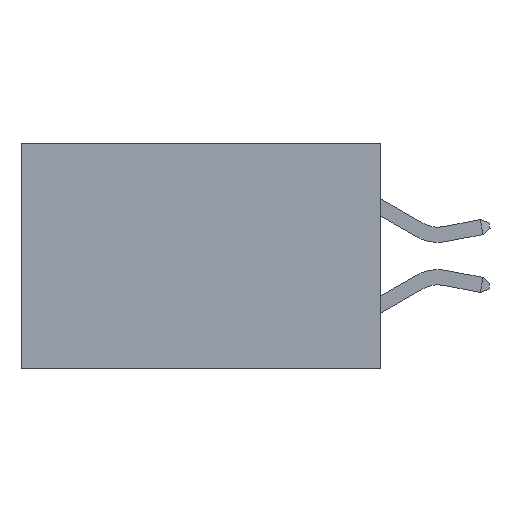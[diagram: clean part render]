
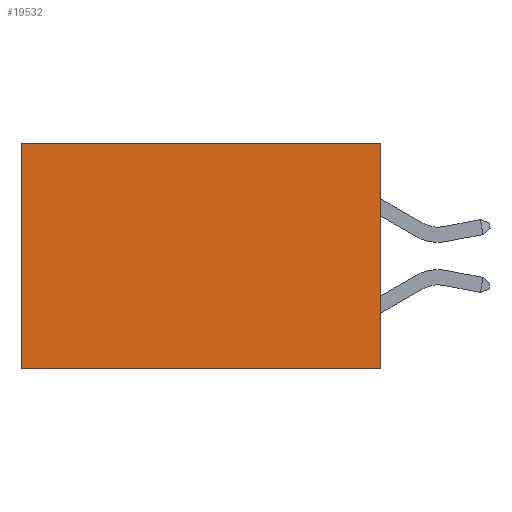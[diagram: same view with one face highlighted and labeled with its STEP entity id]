
A CAD part, left-side view. The second image highlights one B-rep face of the part: STEP entity #19532.
In plain terms, the highlighted planar face has unit normal (-1, 0, 0).
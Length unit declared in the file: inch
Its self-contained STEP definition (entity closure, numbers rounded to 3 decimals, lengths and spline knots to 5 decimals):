
#393 = LINE ( 'NONE', #21880, #20734 ) ;
#697 = DIRECTION ( 'NONE',  ( 0., 1., 0. ) ) ;
#2120 = CARTESIAN_POINT ( 'NONE',  ( 0.277, 0.59, -0.37 ) ) ;
#2720 = VERTEX_POINT ( 'NONE', #18418 ) ;
#4705 = AXIS2_PLACEMENT_3D ( 'NONE', #13261, #19157, #7497 ) ;
#5600 = CARTESIAN_POINT ( 'NONE',  ( 0.277, 0., 0. ) ) ;
#7399 = VERTEX_POINT ( 'NONE', #8044 ) ;
#7497 = DIRECTION ( 'NONE',  ( 0., 0., -1. ) ) ;
#7525 = VERTEX_POINT ( 'NONE', #2120 ) ;
#7570 = DIRECTION ( 'NONE',  ( 0., 1., 0. ) ) ;
#7877 = LINE ( 'NONE', #21267, #17592 ) ;
#8044 = CARTESIAN_POINT ( 'NONE',  ( 0.277, 0., -0.37 ) ) ;
#9981 = VECTOR ( 'NONE', #697, 39.37008 ) ;
#9983 = ORIENTED_EDGE ( 'NONE', *, *, #11916, .F. ) ;
#10060 = LINE ( 'NONE', #5600, #15220 ) ;
#10637 = CARTESIAN_POINT ( 'NONE',  ( 0.277, 0., 0. ) ) ;
#10791 = VERTEX_POINT ( 'NONE', #10637 ) ;
#11416 = ORIENTED_EDGE ( 'NONE', *, *, #13381, .T. ) ;
#11916 = EDGE_CURVE ( 'NONE', #10791, #7399, #393, .T. ) ;
#12552 = CARTESIAN_POINT ( 'NONE',  ( 0.277, 0., -0.37 ) ) ;
#13261 = CARTESIAN_POINT ( 'NONE',  ( 0.277, 0., -0.37 ) ) ;
#13381 = EDGE_CURVE ( 'NONE', #2720, #7525, #7877, .T. ) ;
#14252 = ORIENTED_EDGE ( 'NONE', *, *, #25075, .T. ) ;
#15155 = PLANE ( 'NONE',  #4705 ) ;
#15220 = VECTOR ( 'NONE', #7570, 39.37008 ) ;
#16092 = DIRECTION ( 'NONE',  ( 0., 0., -1. ) ) ;
#16311 = FACE_OUTER_BOUND ( 'NONE', #24209, .T. ) ;
#17554 = EDGE_CURVE ( 'NONE', #7399, #7525, #19722, .T. ) ;
#17592 = VECTOR ( 'NONE', #25091, 39.37008 ) ;
#18418 = CARTESIAN_POINT ( 'NONE',  ( 0.277, 0.59, 0. ) ) ;
#19157 = DIRECTION ( 'NONE',  ( 1., 0., 0. ) ) ;
#19532 = ADVANCED_FACE ( 'NONE', ( #16311 ), #15155, .F. ) ;
#19722 = LINE ( 'NONE', #12552, #9981 ) ;
#20734 = VECTOR ( 'NONE', #16092, 39.37008 ) ;
#21267 = CARTESIAN_POINT ( 'NONE',  ( 0.277, 0.59, -0.37 ) ) ;
#21880 = CARTESIAN_POINT ( 'NONE',  ( 0.277, 0., -0.37 ) ) ;
#23562 = ORIENTED_EDGE ( 'NONE', *, *, #17554, .F. ) ;
#24209 = EDGE_LOOP ( 'NONE', ( #11416, #23562, #9983, #14252 ) ) ;
#25075 = EDGE_CURVE ( 'NONE', #10791, #2720, #10060, .T. ) ;
#25091 = DIRECTION ( 'NONE',  ( 0., 0., -1. ) ) ;
